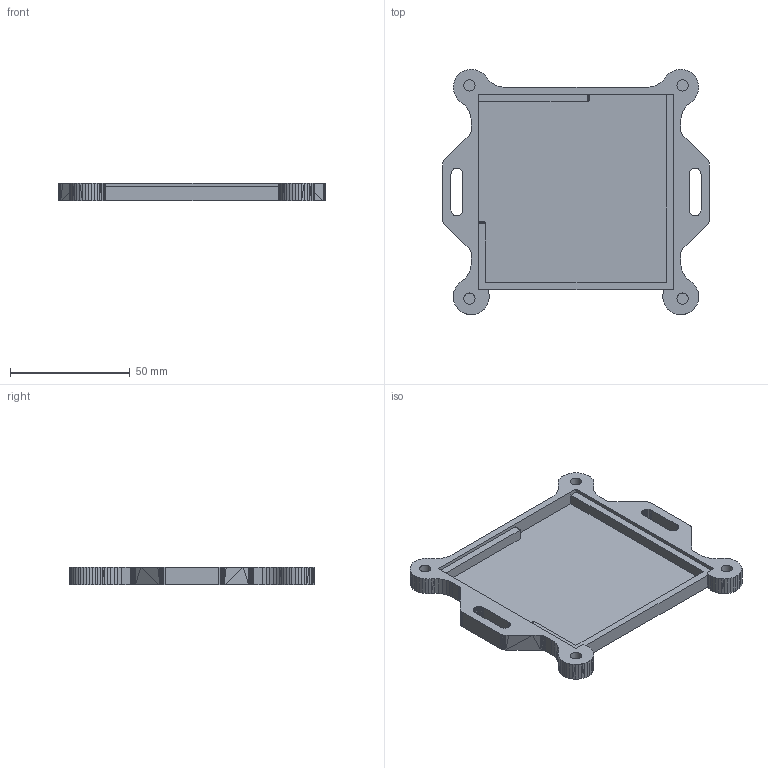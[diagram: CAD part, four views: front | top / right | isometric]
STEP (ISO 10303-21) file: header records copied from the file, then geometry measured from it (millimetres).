
FILE_DESCRIPTION(/* description */ (''),/* implementation_level */ '2;1');
FILE_NAME(/* name */ 'bottom_standard_pcb.step',/* time_stamp */ '2023-11-06T17:58:36+01:00',/* author */ ('xF4m3'),/* organization */ (''),/* preprocessor_version */ 'ST-DEVELOPER v19',/* originating_system */ 'Autodesk Inventor 2023',/* authorisation */ '');
FILE_SCHEMA (('AUTOMOTIVE_DESIGN { 1 0 10303 214 3 1 1 }'));
Length unit declared in the file: millimetre
Products named in the file (1): bottom_standard_pcb
Bounding box: 111.4 x 102.38 x 7.5 mm (x, y, z)
Volume: 28110.6 mm3; surface area: 23434.7 mm2
Topology: 1 solids, 1 shells, 420 faces, 1116 edges, 702 vertices
Faces by surface type: plane 416, cylinder 4
Full cylindrical faces by diameter (mm): 4.7 x4
Entity records: 12651 total; most frequent: CARTESIAN_POINT 2239, ORIENTED_EDGE 2232, DIRECTION 1966, EDGE_CURVE 1116, LINE 1108, VECTOR 1108, VERTEX_POINT 702, AXIS2_PLACEMENT_3D 429
